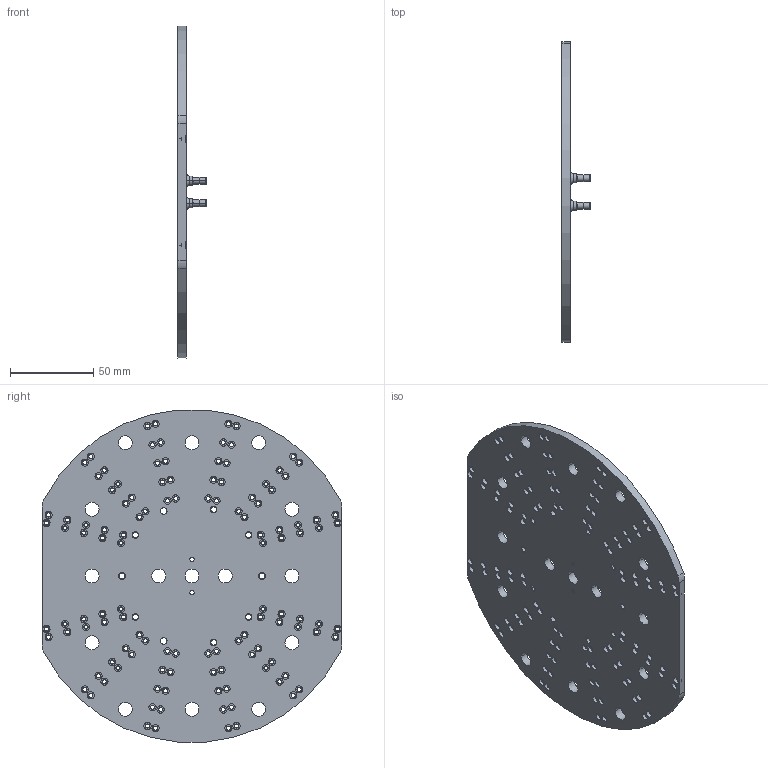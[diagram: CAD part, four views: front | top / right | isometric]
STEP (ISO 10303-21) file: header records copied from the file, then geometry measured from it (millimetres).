
FILE_DESCRIPTION((''),'2;1');
FILE_NAME('TDC_NECK_BASE_PLATE','2021-11-17T17:40:10',('rein_je'),(''),'CREO PARAMETRIC BY PTC INC, 2019471','CREO PARAMETRIC BY PTC INC, 2019471','');
FILE_SCHEMA(('AUTOMOTIVE_DESIGN { 1 0 10303 214 1 1 1 1 }'));
Length unit declared in the file: millimetre
Products named in the file (1): TDC_NECK_BASE_PLATE
Bounding box: 16.9 x 180 x 199.29 mm (x, y, z)
Volume: 138440.3 mm3; surface area: 71074.5 mm2
Topology: 1 solids, 15 shells, 1156 faces, 2920 edges, 2074 vertices
Faces by surface type: cylinder 640, cone 310, plane 198, torus 8
Entity records: 36520 total; most frequent: DIRECTION 7174, CARTESIAN_POINT 5946, ORIENTED_EDGE 5388, AXIS2_PLACEMENT_3D 2944, EDGE_CURVE 2722, VERTEX_POINT 1714, CIRCLE 1626, EDGE_LOOP 1596
